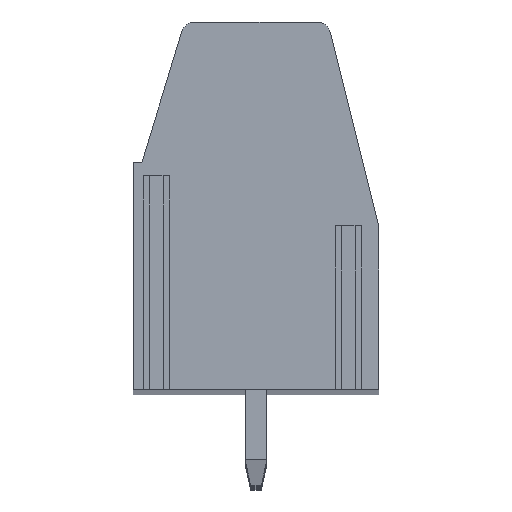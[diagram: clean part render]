
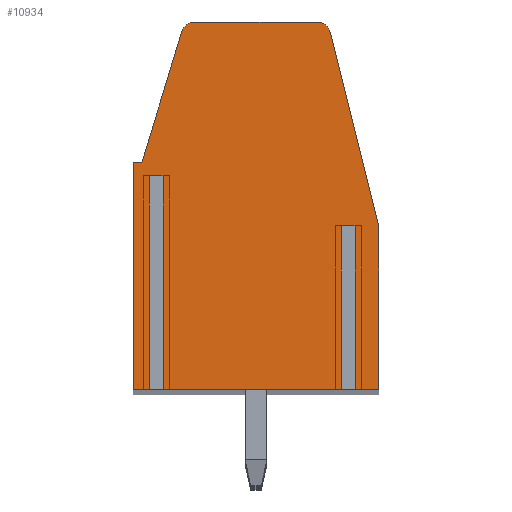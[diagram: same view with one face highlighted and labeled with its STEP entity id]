
A CAD part, top view. The second image highlights one B-rep face of the part: STEP entity #10934.
In plain terms, the highlighted planar face has unit normal (0, 0, 1).
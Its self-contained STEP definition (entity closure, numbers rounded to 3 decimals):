
#13=DIRECTION('',(-1.,0.,0.));
#14=VECTOR('',#13,0.503);
#15=CARTESIAN_POINT('',(-3.413,1.1,104.14));
#16=LINE('',#15,#14);
#17=DIRECTION('',(0.,1.,0.));
#18=VECTOR('',#17,7.85);
#19=CARTESIAN_POINT('',(-3.917,-6.75,104.14));
#20=LINE('',#19,#18);
#21=DIRECTION('',(1.,0.,0.));
#22=VECTOR('',#21,0.583);
#23=CARTESIAN_POINT('',(-4.5,-6.75,104.14));
#24=LINE('',#23,#22);
#25=DIRECTION('',(0.,-1.,0.));
#26=VECTOR('',#25,8.35);
#27=CARTESIAN_POINT('',(-4.5,1.6,104.14));
#28=LINE('',#27,#26);
#29=DIRECTION('',(-1.,0.,0.));
#30=VECTOR('',#29,0.31);
#31=CARTESIAN_POINT('',(-4.19,1.6,104.14));
#32=LINE('',#31,#30);
#33=DIRECTION('',(-0.292,-0.956,0.));
#34=VECTOR('',#33,5.015);
#35=CARTESIAN_POINT('',(-2.723,6.396,104.14));
#36=LINE('',#35,#34);
#37=CARTESIAN_POINT('',(-2.245,6.25,104.14));
#38=DIRECTION('',(0.,0.,1.));
#39=DIRECTION('',(0.,1.,0.));
#40=AXIS2_PLACEMENT_3D('',#37,#38,#39);
#42=DIRECTION('',(-1.,0.,0.));
#43=VECTOR('',#42,4.489);
#44=CARTESIAN_POINT('',(2.244,6.75,104.14));
#45=LINE('',#44,#43);
#46=CARTESIAN_POINT('',(2.244,6.25,104.14));
#47=DIRECTION('',(0.,0.,1.));
#48=DIRECTION('',(0.97,0.242,0.));
#49=AXIS2_PLACEMENT_3D('',#46,#47,#48);
#51=DIRECTION('',(-0.242,0.97,0.));
#52=VECTOR('',#51,7.318);
#53=CARTESIAN_POINT('',(4.5,-0.73,104.14));
#54=LINE('',#53,#52);
#55=DIRECTION('',(0.,1.,0.));
#56=VECTOR('',#55,6.02);
#57=CARTESIAN_POINT('',(4.5,-6.75,104.14));
#58=LINE('',#57,#56);
#59=DIRECTION('',(1.,0.,0.));
#60=VECTOR('',#59,0.863);
#61=CARTESIAN_POINT('',(3.637,-6.75,104.14));
#62=LINE('',#61,#60);
#63=DIRECTION('',(0.,1.,0.));
#64=VECTOR('',#63,6.02);
#65=CARTESIAN_POINT('',(3.637,-6.75,104.14));
#66=LINE('',#65,#64);
#67=DIRECTION('',(-1.,0.,0.));
#68=VECTOR('',#67,0.503);
#69=CARTESIAN_POINT('',(3.637,-0.73,104.14));
#70=LINE('',#69,#68);
#71=DIRECTION('',(0.,1.,0.));
#72=VECTOR('',#71,6.02);
#73=CARTESIAN_POINT('',(3.133,-6.75,104.14));
#74=LINE('',#73,#72);
#75=DIRECTION('',(1.,0.,0.));
#76=VECTOR('',#75,6.547);
#77=CARTESIAN_POINT('',(-3.413,-6.75,104.14));
#78=LINE('',#77,#76);
#79=DIRECTION('',(0.,1.,0.));
#80=VECTOR('',#79,7.85);
#81=CARTESIAN_POINT('',(-3.413,-6.75,104.14));
#82=LINE('',#81,#80);
#8577=CARTESIAN_POINT('',(4.5,-6.75,104.14));
#8578=CARTESIAN_POINT('',(4.5,-0.73,104.14));
#8579=VERTEX_POINT('',#8577);
#8580=VERTEX_POINT('',#8578);
#8581=CARTESIAN_POINT('',(2.73,6.371,104.14));
#8582=VERTEX_POINT('',#8581);
#8583=CARTESIAN_POINT('',(2.244,6.75,104.14));
#8584=VERTEX_POINT('',#8583);
#8585=CARTESIAN_POINT('',(-2.245,6.75,104.14));
#8586=VERTEX_POINT('',#8585);
#8587=CARTESIAN_POINT('',(-2.723,6.396,104.14));
#8588=VERTEX_POINT('',#8587);
#8589=CARTESIAN_POINT('',(-4.19,1.6,104.14));
#8590=VERTEX_POINT('',#8589);
#8591=CARTESIAN_POINT('',(-4.5,1.6,104.14));
#8592=VERTEX_POINT('',#8591);
#8593=CARTESIAN_POINT('',(-4.5,-6.75,104.14));
#8594=VERTEX_POINT('',#8593);
#8669=CARTESIAN_POINT('',(3.637,-0.73,104.14));
#8670=CARTESIAN_POINT('',(3.133,-0.73,104.14));
#8671=VERTEX_POINT('',#8669);
#8672=VERTEX_POINT('',#8670);
#8673=CARTESIAN_POINT('',(3.133,-6.75,104.14));
#8674=VERTEX_POINT('',#8673);
#8675=CARTESIAN_POINT('',(3.637,-6.75,104.14));
#8676=VERTEX_POINT('',#8675);
#8693=CARTESIAN_POINT('',(-3.413,1.1,104.14));
#8694=CARTESIAN_POINT('',(-3.917,1.1,104.14));
#8695=VERTEX_POINT('',#8693);
#8696=VERTEX_POINT('',#8694);
#8697=CARTESIAN_POINT('',(-3.413,-6.75,104.14));
#8698=VERTEX_POINT('',#8697);
#8699=CARTESIAN_POINT('',(-3.917,-6.75,104.14));
#8700=VERTEX_POINT('',#8699);
#10893=CARTESIAN_POINT('',(0.,0.,104.14));
#10894=DIRECTION('',(0.,0.,1.));
#10895=DIRECTION('',(1.,0.,0.));
#10896=AXIS2_PLACEMENT_3D('',#10893,#10894,#10895);
#10897=PLANE('',#10896);
#10899=ORIENTED_EDGE('',*,*,#10898,.T.);
#10901=ORIENTED_EDGE('',*,*,#10900,.F.);
#10903=ORIENTED_EDGE('',*,*,#10902,.F.);
#10905=ORIENTED_EDGE('',*,*,#10904,.F.);
#10907=ORIENTED_EDGE('',*,*,#10906,.F.);
#10909=ORIENTED_EDGE('',*,*,#10908,.F.);
#10911=ORIENTED_EDGE('',*,*,#10910,.F.);
#10913=ORIENTED_EDGE('',*,*,#10912,.F.);
#10915=ORIENTED_EDGE('',*,*,#10914,.F.);
#10917=ORIENTED_EDGE('',*,*,#10916,.F.);
#10919=ORIENTED_EDGE('',*,*,#10918,.F.);
#10921=ORIENTED_EDGE('',*,*,#10920,.F.);
#10923=ORIENTED_EDGE('',*,*,#10922,.T.);
#10925=ORIENTED_EDGE('',*,*,#10924,.T.);
#10927=ORIENTED_EDGE('',*,*,#10926,.F.);
#10929=ORIENTED_EDGE('',*,*,#10928,.F.);
#10931=ORIENTED_EDGE('',*,*,#10930,.T.);
#10932=EDGE_LOOP('',(#10899,#10901,#10903,#10905,#10907,#10909,#10911,#10913,
#10915,#10917,#10919,#10921,#10923,#10925,#10927,#10929,#10931));
#10933=FACE_OUTER_BOUND('',#10932,.F.);
#41=CIRCLE('',#40,0.5);
#50=CIRCLE('',#49,0.5);
#10898=EDGE_CURVE('',#8695,#8696,#16,.T.);
#10900=EDGE_CURVE('',#8700,#8696,#20,.T.);
#10902=EDGE_CURVE('',#8594,#8700,#24,.T.);
#10904=EDGE_CURVE('',#8592,#8594,#28,.T.);
#10906=EDGE_CURVE('',#8590,#8592,#32,.T.);
#10908=EDGE_CURVE('',#8588,#8590,#36,.T.);
#10910=EDGE_CURVE('',#8586,#8588,#41,.T.);
#10912=EDGE_CURVE('',#8584,#8586,#45,.T.);
#10914=EDGE_CURVE('',#8582,#8584,#50,.T.);
#10916=EDGE_CURVE('',#8580,#8582,#54,.T.);
#10918=EDGE_CURVE('',#8579,#8580,#58,.T.);
#10920=EDGE_CURVE('',#8676,#8579,#62,.T.);
#10922=EDGE_CURVE('',#8676,#8671,#66,.T.);
#10924=EDGE_CURVE('',#8671,#8672,#70,.T.);
#10926=EDGE_CURVE('',#8674,#8672,#74,.T.);
#10928=EDGE_CURVE('',#8698,#8674,#78,.T.);
#10930=EDGE_CURVE('',#8698,#8695,#82,.T.);
#10934=ADVANCED_FACE('',(#10933),#10897,.T.);
